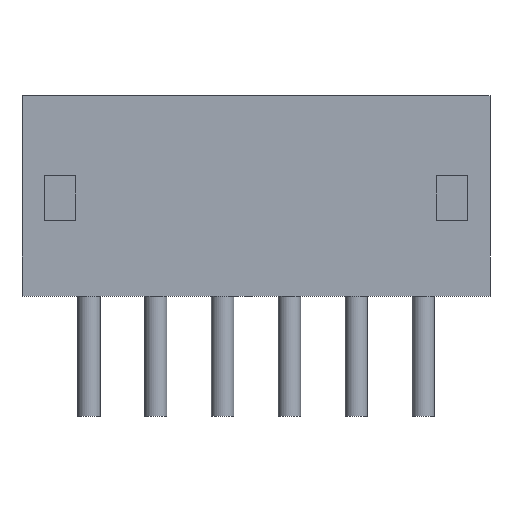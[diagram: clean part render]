
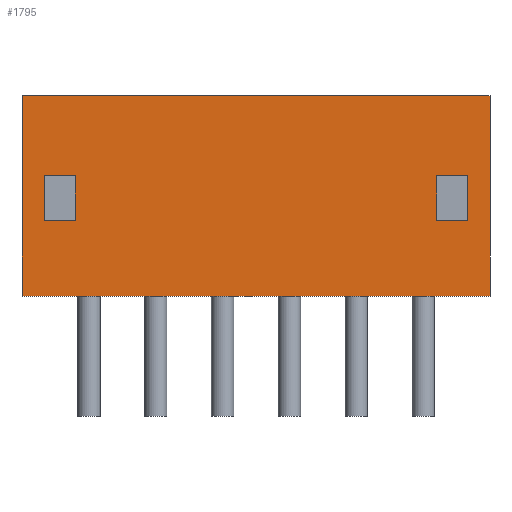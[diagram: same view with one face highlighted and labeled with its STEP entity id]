
A CAD part, front view. The second image highlights one B-rep face of the part: STEP entity #1795.
In plain terms, the highlighted planar face has unit normal (0, -1, 0).
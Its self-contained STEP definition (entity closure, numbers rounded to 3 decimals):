
#1221=CARTESIAN_POINT('',(-4.75,-1.3,2.7));
#1222=VERTEX_POINT('',#1221);
#1229=CARTESIAN_POINT('',(-4.75,-1.3,1.7));
#1230=VERTEX_POINT('',#1229);
#1231=CARTESIAN_POINT('',(-4.75,-1.3,2.7));
#1232=DIRECTION('',(0.0,0.0,-1.0));
#1233=VECTOR('',#1232,1.0);
#1234=LINE('',#1231,#1233);
#1235=EDGE_CURVE('',#1222,#1230,#1234,.T.);
#1441=CARTESIAN_POINT('',(4.75,-1.3,1.7));
#1442=VERTEX_POINT('',#1441);
#1449=CARTESIAN_POINT('',(4.75,-1.3,2.7));
#1450=VERTEX_POINT('',#1449);
#1451=CARTESIAN_POINT('',(4.75,-1.3,1.7));
#1452=DIRECTION('',(0.0,0.0,1.0));
#1453=VECTOR('',#1452,1.0);
#1454=LINE('',#1451,#1453);
#1455=EDGE_CURVE('',#1442,#1450,#1454,.T.);
#1490=CARTESIAN_POINT('',(-4.05,-1.3,2.7));
#1491=VERTEX_POINT('',#1490);
#1498=CARTESIAN_POINT('',(-4.05,-1.3,2.7));
#1499=DIRECTION('',(-1.0,0.0,0.0));
#1500=VECTOR('',#1499,0.7);
#1501=LINE('',#1498,#1500);
#1502=EDGE_CURVE('',#1491,#1222,#1501,.T.);
#1515=CARTESIAN_POINT('',(5.25,-1.3,4.5));
#1516=VERTEX_POINT('',#1515);
#1540=CARTESIAN_POINT('',(-5.25,-1.3,4.5));
#1541=VERTEX_POINT('',#1540);
#1548=CARTESIAN_POINT('',(5.25,-1.3,4.5));
#1549=DIRECTION('',(-1.0,0.0,0.0));
#1550=VECTOR('',#1549,10.5);
#1551=LINE('',#1548,#1550);
#1552=EDGE_CURVE('',#1516,#1541,#1551,.T.);
#1712=CARTESIAN_POINT('',(-4.05,-1.3,1.7));
#1713=VERTEX_POINT('',#1712);
#1714=CARTESIAN_POINT('',(-4.75,-1.3,1.7));
#1715=DIRECTION('',(1.0,0.0,0.0));
#1716=VECTOR('',#1715,0.7);
#1717=LINE('',#1714,#1716);
#1718=EDGE_CURVE('',#1230,#1713,#1717,.T.);
#1729=CARTESIAN_POINT('',(5.775,-1.3,-0.225));
#1730=DIRECTION('',(0.0,1.0,0.0));
#1731=DIRECTION('',(-1.0,0.0,0.0));
#1732=AXIS2_PLACEMENT_3D('',#1729,#1730,#1731);
#1733=PLANE('',#1732);
#1734=CARTESIAN_POINT('',(-5.25,-1.3,0.));
#1735=VERTEX_POINT('',#1734);
#1736=CARTESIAN_POINT('',(-5.25,-1.3,4.5));
#1737=DIRECTION('',(0.0,0.0,-1.0));
#1738=VECTOR('',#1737,4.5);
#1739=LINE('',#1736,#1738);
#1740=EDGE_CURVE('',#1541,#1735,#1739,.T.);
#1741=ORIENTED_EDGE('',*,*,#1740,.T.);
#1742=CARTESIAN_POINT('',(5.25,-1.3,0.));
#1743=VERTEX_POINT('',#1742);
#1744=CARTESIAN_POINT('',(5.25,-1.3,0.));
#1745=DIRECTION('',(-1.0,0.0,0.0));
#1746=VECTOR('',#1745,10.5);
#1747=LINE('',#1744,#1746);
#1748=EDGE_CURVE('',#1743,#1735,#1747,.T.);
#1749=ORIENTED_EDGE('',*,*,#1748,.F.);
#1750=CARTESIAN_POINT('',(5.25,-1.3,4.5));
#1751=DIRECTION('',(0.0,0.0,-1.0));
#1752=VECTOR('',#1751,4.5);
#1753=LINE('',#1750,#1752);
#1754=EDGE_CURVE('',#1516,#1743,#1753,.T.);
#1755=ORIENTED_EDGE('',*,*,#1754,.F.);
#1756=ORIENTED_EDGE('',*,*,#1552,.T.);
#1757=EDGE_LOOP('',(#1741,#1749,#1755,#1756));
#1758=FACE_OUTER_BOUND('',#1757,.T.);
#1759=CARTESIAN_POINT('',(-4.05,-1.3,1.7));
#1760=DIRECTION('',(0.0,0.0,1.0));
#1761=VECTOR('',#1760,1.0);
#1762=LINE('',#1759,#1761);
#1763=EDGE_CURVE('',#1713,#1491,#1762,.T.);
#1764=ORIENTED_EDGE('',*,*,#1763,.F.);
#1765=ORIENTED_EDGE('',*,*,#1718,.F.);
#1766=ORIENTED_EDGE('',*,*,#1235,.F.);
#1767=ORIENTED_EDGE('',*,*,#1502,.F.);
#1768=EDGE_LOOP('',(#1764,#1765,#1766,#1767));
#1769=FACE_BOUND('',#1768,.T.);
#1770=CARTESIAN_POINT('',(4.05,-1.3,2.7));
#1771=VERTEX_POINT('',#1770);
#1772=CARTESIAN_POINT('',(4.05,-1.3,1.7));
#1773=VERTEX_POINT('',#1772);
#1774=CARTESIAN_POINT('',(4.05,-1.3,2.7));
#1775=DIRECTION('',(0.0,0.0,-1.0));
#1776=VECTOR('',#1775,1.0);
#1777=LINE('',#1774,#1776);
#1778=EDGE_CURVE('',#1771,#1773,#1777,.T.);
#1779=ORIENTED_EDGE('',*,*,#1778,.F.);
#1780=CARTESIAN_POINT('',(4.75,-1.3,2.7));
#1781=DIRECTION('',(-1.0,0.0,0.0));
#1782=VECTOR('',#1781,0.7);
#1783=LINE('',#1780,#1782);
#1784=EDGE_CURVE('',#1450,#1771,#1783,.T.);
#1785=ORIENTED_EDGE('',*,*,#1784,.F.);
#1786=ORIENTED_EDGE('',*,*,#1455,.F.);
#1787=CARTESIAN_POINT('',(4.05,-1.3,1.7));
#1788=DIRECTION('',(1.0,0.0,0.0));
#1789=VECTOR('',#1788,0.7);
#1790=LINE('',#1787,#1789);
#1791=EDGE_CURVE('',#1773,#1442,#1790,.T.);
#1792=ORIENTED_EDGE('',*,*,#1791,.F.);
#1793=EDGE_LOOP('',(#1779,#1785,#1786,#1792));
#1794=FACE_BOUND('',#1793,.T.);
#1795=ADVANCED_FACE('',(#1758,#1769,#1794),#1733,.F.);
